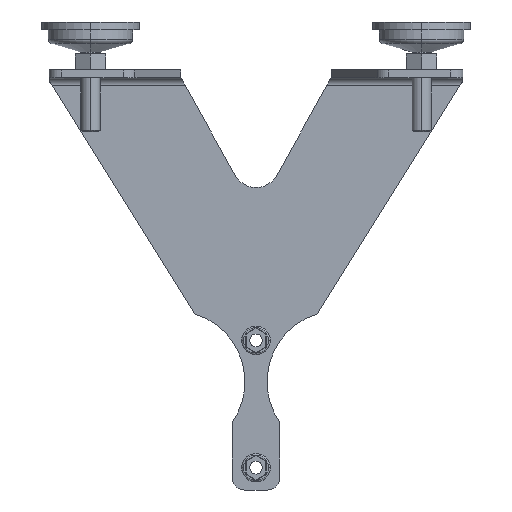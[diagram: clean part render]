
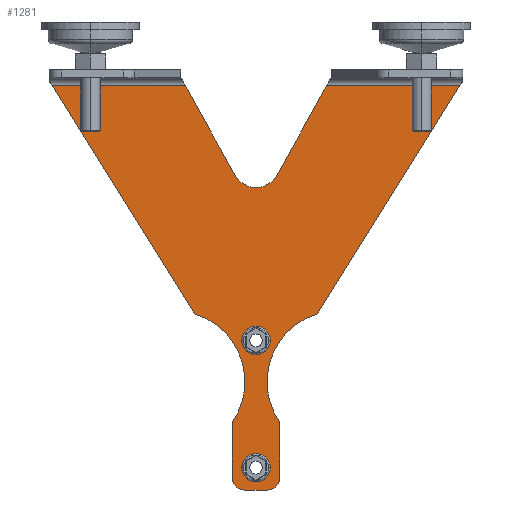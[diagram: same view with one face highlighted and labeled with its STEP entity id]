
A CAD part, left-side view. The second image highlights one B-rep face of the part: STEP entity #1281.
In plain terms, the highlighted face is planar.
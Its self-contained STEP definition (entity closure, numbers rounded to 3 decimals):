
#195=CARTESIAN_POINT('',(5.,128.069,-10.));
#203=CARTESIAN_POINT('',(5.,44.404,-10.));
#421=CARTESIAN_POINT('',(5.,-7.,-256.));
#422=DIRECTION('',(1.,0.,0.));
#423=DIRECTION('',(0.,-1.,0.));
#424=AXIS2_PLACEMENT_3D('',#421,#422,#423);
#426=DIRECTION('',(0.,0.,1.));
#427=VECTOR('',#426,34.413);
#428=CARTESIAN_POINT('',(5.,-15.,-256.));
#429=LINE('',#428,#427);
#430=CARTESIAN_POINT('',(5.,-51.5,-196.));
#431=DIRECTION('',(1.,0.,0.));
#432=DIRECTION('',(0.,0.819,-0.574));
#433=AXIS2_PLACEMENT_3D('',#430,#431,#432);
#435=DIRECTION('',(0.,0.53,-0.848));
#436=VECTOR('',#435,168.972);
#437=CARTESIAN_POINT('',(5.,-128.069,-10.));
#438=LINE('',#437,#436);
#439=DIRECTION('',(0.,1.,0.));
#440=VECTOR('',#439,83.665);
#441=CARTESIAN_POINT('',(5.,-128.069,-10.));
#442=LINE('',#441,#440);
#443=DIRECTION('',(0.,0.486,-0.874));
#444=VECTOR('',#443,64.413);
#445=CARTESIAN_POINT('',(5.,-44.404,-10.));
#446=LINE('',#445,#444);
#447=DIRECTION('',(0.,-0.486,-0.874));
#448=VECTOR('',#447,64.413);
#449=CARTESIAN_POINT('',(5.,44.404,-10.));
#450=LINE('',#449,#448);
#451=DIRECTION('',(0.,1.,0.));
#452=VECTOR('',#451,83.665);
#453=CARTESIAN_POINT('',(5.,44.404,-10.));
#454=LINE('',#453,#452);
#455=DIRECTION('',(0.,-0.53,-0.848));
#456=VECTOR('',#455,168.972);
#457=CARTESIAN_POINT('',(5.,128.069,-10.));
#458=LINE('',#457,#456);
#459=CARTESIAN_POINT('',(5.,51.5,-196.));
#460=DIRECTION('',(-1.,0.,0.));
#461=DIRECTION('',(0.,-0.819,-0.574));
#462=AXIS2_PLACEMENT_3D('',#459,#460,#461);
#464=DIRECTION('',(0.,0.,1.));
#465=VECTOR('',#464,34.413);
#466=CARTESIAN_POINT('',(5.,15.,-256.));
#467=LINE('',#466,#465);
#468=CARTESIAN_POINT('',(5.,7.,-256.));
#469=DIRECTION('',(1.,0.,0.));
#470=DIRECTION('',(0.,0.,-1.));
#471=AXIS2_PLACEMENT_3D('',#468,#469,#470);
#473=CARTESIAN_POINT('',(5.,0.,-250.));
#474=DIRECTION('',(1.,0.,0.));
#475=DIRECTION('',(0.,-1.,0.));
#476=AXIS2_PLACEMENT_3D('',#473,#474,#475);
#478=CARTESIAN_POINT('',(5.,0.,-250.));
#479=DIRECTION('',(1.,0.,0.));
#480=DIRECTION('',(0.,1.,0.));
#481=AXIS2_PLACEMENT_3D('',#478,#479,#480);
#483=CARTESIAN_POINT('',(5.,0.,-170.));
#484=DIRECTION('',(1.,0.,0.));
#485=DIRECTION('',(0.,-1.,0.));
#486=AXIS2_PLACEMENT_3D('',#483,#484,#485);
#488=CARTESIAN_POINT('',(5.,0.,-170.));
#489=DIRECTION('',(1.,0.,0.));
#490=DIRECTION('',(0.,1.,0.));
#491=AXIS2_PLACEMENT_3D('',#488,#489,#490);
#502=CARTESIAN_POINT('',(5.,0.,-59.014));
#503=DIRECTION('',(-1.,0.,0.));
#504=DIRECTION('',(0.,0.874,-0.486));
#505=AXIS2_PLACEMENT_3D('',#502,#503,#504);
#565=DIRECTION('',(0.,1.,0.));
#566=VECTOR('',#565,14.);
#567=CARTESIAN_POINT('',(5.,-7.,-264.));
#568=LINE('',#567,#566);
#647=CARTESIAN_POINT('',(5.,-15.,-221.587));
#648=CARTESIAN_POINT('',(5.,-38.589,-153.336));
#649=VERTEX_POINT('',#647);
#650=VERTEX_POINT('',#648);
#651=CARTESIAN_POINT('',(5.,-128.069,-10.));
#652=VERTEX_POINT('',#651);
#662=CARTESIAN_POINT('',(5.,-44.404,-10.));
#663=CARTESIAN_POINT('',(5.,-13.111,-66.301));
#664=VERTEX_POINT('',#662);
#665=VERTEX_POINT('',#663);
#677=VERTEX_POINT('',#195);
#678=CARTESIAN_POINT('',(5.,15.,-221.587));
#679=CARTESIAN_POINT('',(5.,38.589,-153.336));
#680=VERTEX_POINT('',#678);
#681=VERTEX_POINT('',#679);
#691=VERTEX_POINT('',#203);
#693=CARTESIAN_POINT('',(5.,13.111,-66.301));
#694=VERTEX_POINT('',#693);
#703=CARTESIAN_POINT('',(5.,-15.,-256.));
#704=VERTEX_POINT('',#703);
#705=CARTESIAN_POINT('',(5.,-7.,-264.));
#706=VERTEX_POINT('',#705);
#707=CARTESIAN_POINT('',(5.,7.,-264.));
#708=CARTESIAN_POINT('',(5.,15.,-256.));
#709=VERTEX_POINT('',#707);
#710=VERTEX_POINT('',#708);
#755=CARTESIAN_POINT('',(5.,-5.,-250.));
#756=CARTESIAN_POINT('',(5.,5.,-250.));
#757=VERTEX_POINT('',#755);
#758=VERTEX_POINT('',#756);
#759=CARTESIAN_POINT('',(5.,-5.,-170.));
#760=CARTESIAN_POINT('',(5.,5.,-170.));
#761=VERTEX_POINT('',#759);
#762=VERTEX_POINT('',#760);
#1241=CARTESIAN_POINT('',(5.,-130.,-10.));
#1242=DIRECTION('',(1.,0.,0.));
#1243=DIRECTION('',(0.,0.,-1.));
#1244=AXIS2_PLACEMENT_3D('',#1241,#1242,#1243);
#1245=PLANE('',#1244);
#1246=ORIENTED_EDGE('',*,*,#1207,.F.);
#1247=ORIENTED_EDGE('',*,*,#1223,.T.);
#1248=ORIENTED_EDGE('',*,*,#1235,.T.);
#1249=ORIENTED_EDGE('',*,*,#961,.F.);
#1250=ORIENTED_EDGE('',*,*,#980,.T.);
#1251=ORIENTED_EDGE('',*,*,#1149,.T.);
#1253=ORIENTED_EDGE('',*,*,#1252,.F.);
#1255=ORIENTED_EDGE('',*,*,#1254,.F.);
#1256=ORIENTED_EDGE('',*,*,#998,.T.);
#1258=ORIENTED_EDGE('',*,*,#1257,.T.);
#1260=ORIENTED_EDGE('',*,*,#1259,.F.);
#1262=ORIENTED_EDGE('',*,*,#1261,.F.);
#1264=ORIENTED_EDGE('',*,*,#1263,.F.);
#1266=ORIENTED_EDGE('',*,*,#1265,.F.);
#1267=EDGE_LOOP('',(#1246,#1247,#1248,#1249,#1250,#1251,#1253,#1255,#1256,#1258,
#1260,#1262,#1264,#1266));
#1268=FACE_OUTER_BOUND('',#1267,.F.);
#1270=ORIENTED_EDGE('',*,*,#1269,.T.);
#1272=ORIENTED_EDGE('',*,*,#1271,.T.);
#1273=EDGE_LOOP('',(#1270,#1272));
#1274=FACE_BOUND('',#1273,.F.);
#1276=ORIENTED_EDGE('',*,*,#1275,.T.);
#1278=ORIENTED_EDGE('',*,*,#1277,.T.);
#1279=EDGE_LOOP('',(#1276,#1278));
#1280=FACE_BOUND('',#1279,.F.);
#1281=ADVANCED_FACE('',(#1268,#1274,#1280),#1245,.T.);
#425=CIRCLE('',#424,8.);
#434=CIRCLE('',#433,44.575);
#463=CIRCLE('',#462,44.575);
#472=CIRCLE('',#471,8.);
#477=CIRCLE('',#476,5.);
#482=CIRCLE('',#481,5.);
#487=CIRCLE('',#486,5.);
#492=CIRCLE('',#491,5.);
#506=CIRCLE('',#505,15.);
#961=EDGE_CURVE('',#652,#650,#438,.T.);
#980=EDGE_CURVE('',#652,#664,#442,.T.);
#998=EDGE_CURVE('',#691,#677,#454,.T.);
#1149=EDGE_CURVE('',#664,#665,#446,.T.);
#1207=EDGE_CURVE('',#704,#706,#425,.T.);
#1223=EDGE_CURVE('',#704,#649,#429,.T.);
#1235=EDGE_CURVE('',#649,#650,#434,.T.);
#1252=EDGE_CURVE('',#694,#665,#506,.T.);
#1254=EDGE_CURVE('',#691,#694,#450,.T.);
#1257=EDGE_CURVE('',#677,#681,#458,.T.);
#1259=EDGE_CURVE('',#680,#681,#463,.T.);
#1261=EDGE_CURVE('',#710,#680,#467,.T.);
#1263=EDGE_CURVE('',#709,#710,#472,.T.);
#1265=EDGE_CURVE('',#706,#709,#568,.T.);
#1269=EDGE_CURVE('',#757,#758,#477,.T.);
#1271=EDGE_CURVE('',#758,#757,#482,.T.);
#1275=EDGE_CURVE('',#761,#762,#487,.T.);
#1277=EDGE_CURVE('',#762,#761,#492,.T.);
